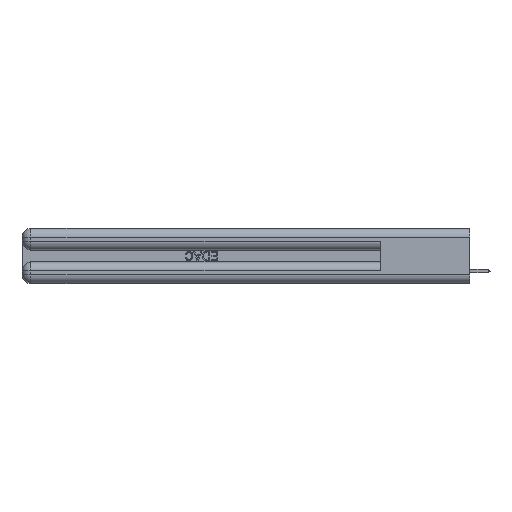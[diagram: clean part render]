
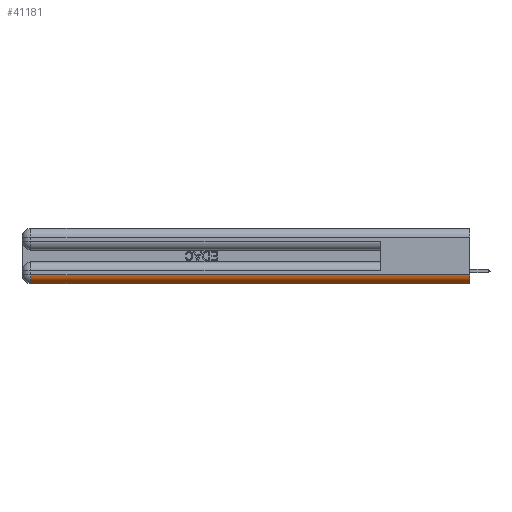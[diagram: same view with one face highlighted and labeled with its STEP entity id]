
A CAD part, left-side view. The second image highlights one B-rep face of the part: STEP entity #41181.
In plain terms, the highlighted cylindrical face has radius 1.524 mm (diameter 3.048 mm), a partial arc.
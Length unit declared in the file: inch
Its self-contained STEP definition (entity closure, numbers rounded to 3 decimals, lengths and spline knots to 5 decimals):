
#1409 = CARTESIAN_POINT ( 'NONE',  ( 0., 2.94, 0.06 ) ) ;
#1630 = ORIENTED_EDGE ( 'NONE', *, *, #3469, .F. ) ;
#3469 = EDGE_CURVE ( 'NONE', #34261, #37088, #36735, .T. ) ;
#3663 = DIRECTION ( 'NONE',  ( 0., 0., 1. ) ) ;
#4029 = DIRECTION ( 'NONE',  ( 0., 1., 0. ) ) ;
#5101 = CYLINDRICAL_SURFACE ( 'NONE', #15292, 0.06 ) ;
#6136 = VECTOR ( 'NONE', #41056, 39.37008 ) ;
#6952 = EDGE_LOOP ( 'NONE', ( #39460, #41229, #40216, #1630 ) ) ;
#7278 = DIRECTION ( 'NONE',  ( 0., -1., 0. ) ) ;
#7820 = CARTESIAN_POINT ( 'NONE',  ( 0.06, 0., 0. ) ) ;
#8198 = CARTESIAN_POINT ( 'NONE',  ( 0.06, 0., 0.06 ) ) ;
#8816 = CARTESIAN_POINT ( 'NONE',  ( 0.06, 2.94, 0. ) ) ;
#10771 = EDGE_CURVE ( 'NONE', #25106, #16659, #11249, .T. ) ;
#11249 = LINE ( 'NONE', #22390, #17389 ) ;
#11806 = EDGE_CURVE ( 'NONE', #37088, #25106, #40226, .T. ) ;
#15292 = AXIS2_PLACEMENT_3D ( 'NONE', #8198, #28317, #38516 ) ;
#16659 = VERTEX_POINT ( 'NONE', #34530 ) ;
#17389 = VECTOR ( 'NONE', #32425, 39.37008 ) ;
#19442 = AXIS2_PLACEMENT_3D ( 'NONE', #23573, #4029, #26638 ) ;
#20992 = CARTESIAN_POINT ( 'NONE',  ( 0.06, 3., 0. ) ) ;
#22390 = CARTESIAN_POINT ( 'NONE',  ( 0., 0., 0.06 ) ) ;
#23573 = CARTESIAN_POINT ( 'NONE',  ( 0.06, 2.94, 0.06 ) ) ;
#25106 = VERTEX_POINT ( 'NONE', #1409 ) ;
#26638 = DIRECTION ( 'NONE',  ( 0., 0., 1. ) ) ;
#27084 = CARTESIAN_POINT ( 'NONE',  ( 0.06, 0., 0.06 ) ) ;
#28317 = DIRECTION ( 'NONE',  ( 0., 1., 0. ) ) ;
#30703 = AXIS2_PLACEMENT_3D ( 'NONE', #27084, #7278, #3663 ) ;
#31887 = CIRCLE ( 'NONE', #30703, 0.06 ) ;
#32425 = DIRECTION ( 'NONE',  ( 0., -1., 0. ) ) ;
#34261 = VERTEX_POINT ( 'NONE', #7820 ) ;
#34530 = CARTESIAN_POINT ( 'NONE',  ( 0., 0., 0.06 ) ) ;
#35726 = FACE_OUTER_BOUND ( 'NONE', #6952, .T. ) ;
#36278 = EDGE_CURVE ( 'NONE', #16659, #34261, #31887, .T. ) ;
#36735 = LINE ( 'NONE', #20992, #6136 ) ;
#37088 = VERTEX_POINT ( 'NONE', #8816 ) ;
#38516 = DIRECTION ( 'NONE',  ( 0., 0., 1. ) ) ;
#39460 = ORIENTED_EDGE ( 'NONE', *, *, #36278, .F. ) ;
#40216 = ORIENTED_EDGE ( 'NONE', *, *, #11806, .F. ) ;
#40226 = CIRCLE ( 'NONE', #19442, 0.06 ) ;
#41056 = DIRECTION ( 'NONE',  ( 0., 1., 0. ) ) ;
#41181 = ADVANCED_FACE ( 'NONE', ( #35726 ), #5101, .T. ) ;
#41229 = ORIENTED_EDGE ( 'NONE', *, *, #10771, .F. ) ;
